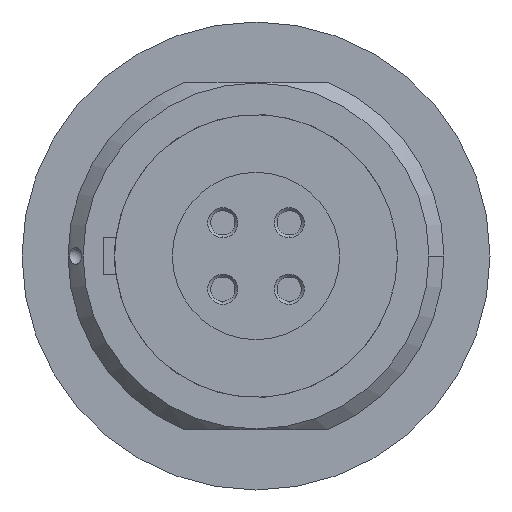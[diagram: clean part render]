
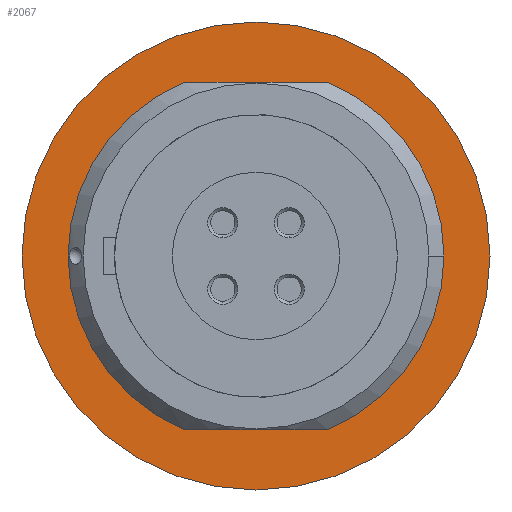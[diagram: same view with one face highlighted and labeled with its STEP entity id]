
A CAD part, left-side view. The second image highlights one B-rep face of the part: STEP entity #2067.
In plain terms, the highlighted planar face has unit normal (-1, 0, 0).
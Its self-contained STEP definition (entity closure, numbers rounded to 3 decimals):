
#264=CARTESIAN_POINT('',(-7.,0.,0.));
#265=DIRECTION('',(-1.,0.,0.));
#266=DIRECTION('',(0.,1.,0.));
#267=AXIS2_PLACEMENT_3D('',#264,#265,#266);
#269=CARTESIAN_POINT('',(-7.,0.,0.));
#270=DIRECTION('',(1.,0.,0.));
#271=DIRECTION('',(0.,1.,0.));
#272=AXIS2_PLACEMENT_3D('',#269,#270,#271);
#274=DIRECTION('',(0.,1.,0.));
#275=VECTOR('',#274,7.599);
#276=CARTESIAN_POINT('',(-7.,-3.8,-9.25));
#277=LINE('',#276,#275);
#282=CARTESIAN_POINT('',(-7.,0.,0.));
#283=DIRECTION('',(1.,0.,0.));
#284=DIRECTION('',(0.,0.38,-0.925));
#285=AXIS2_PLACEMENT_3D('',#282,#283,#284);
#291=CARTESIAN_POINT('',(-7.,0.,0.));
#292=DIRECTION('',(1.,0.,0.));
#293=DIRECTION('',(0.,-0.38,0.925));
#294=AXIS2_PLACEMENT_3D('',#291,#292,#293);
#720=DIRECTION('',(0.,1.,0.));
#721=VECTOR('',#720,7.599);
#722=CARTESIAN_POINT('',(-7.,-3.8,9.25));
#723=LINE('',#722,#721);
#1656=CARTESIAN_POINT('',(-7.,12.45,0.));
#1657=CARTESIAN_POINT('',(-7.,-12.45,0.));
#1658=VERTEX_POINT('',#1656);
#1659=VERTEX_POINT('',#1657);
#1660=CARTESIAN_POINT('',(-7.,-3.8,-9.25));
#1661=CARTESIAN_POINT('',(-7.,3.8,-9.25));
#1662=VERTEX_POINT('',#1660);
#1663=VERTEX_POINT('',#1661);
#1664=CARTESIAN_POINT('',(-7.,-3.8,9.25));
#1665=CARTESIAN_POINT('',(-7.,3.8,9.25));
#1666=VERTEX_POINT('',#1664);
#1667=VERTEX_POINT('',#1665);
#2048=CARTESIAN_POINT('',(-7.,0.,0.));
#2049=DIRECTION('',(1.,0.,0.));
#2050=DIRECTION('',(0.,-1.,0.));
#2051=AXIS2_PLACEMENT_3D('',#2048,#2049,#2050);
#2052=PLANE('',#2051);
#2053=ORIENTED_EDGE('',*,*,#2030,.F.);
#2054=ORIENTED_EDGE('',*,*,#2015,.T.);
#2055=EDGE_LOOP('',(#2053,#2054));
#2056=FACE_OUTER_BOUND('',#2055,.F.);
#2058=ORIENTED_EDGE('',*,*,#2057,.F.);
#2060=ORIENTED_EDGE('',*,*,#2059,.T.);
#2062=ORIENTED_EDGE('',*,*,#2061,.F.);
#2064=ORIENTED_EDGE('',*,*,#2063,.F.);
#2065=EDGE_LOOP('',(#2058,#2060,#2062,#2064));
#2066=FACE_BOUND('',#2065,.F.);
#2067=ADVANCED_FACE('',(#2056,#2066),#2052,.F.);
#268=CIRCLE('',#267,12.45);
#273=CIRCLE('',#272,12.45);
#286=CIRCLE('',#285,10.);
#295=CIRCLE('',#294,10.);
#2015=EDGE_CURVE('',#1658,#1659,#273,.T.);
#2030=EDGE_CURVE('',#1658,#1659,#268,.T.);
#2057=EDGE_CURVE('',#1666,#1662,#295,.T.);
#2059=EDGE_CURVE('',#1666,#1667,#723,.T.);
#2061=EDGE_CURVE('',#1663,#1667,#286,.T.);
#2063=EDGE_CURVE('',#1662,#1663,#277,.T.);
